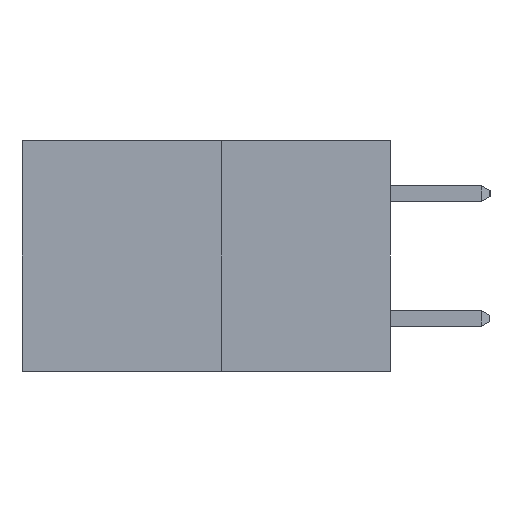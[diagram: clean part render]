
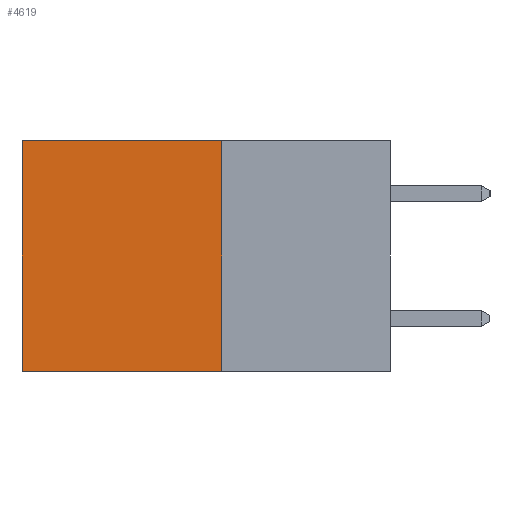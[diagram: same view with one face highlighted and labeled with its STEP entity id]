
A CAD part, left-side view. The second image highlights one B-rep face of the part: STEP entity #4619.
In plain terms, the highlighted planar face has unit normal (-1, 0, 0).
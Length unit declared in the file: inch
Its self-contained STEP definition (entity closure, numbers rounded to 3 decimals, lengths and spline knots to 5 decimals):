
#327 = VECTOR ( 'NONE', #441, 39.37008 ) ;
#441 = DIRECTION ( 'NONE',  ( 0., 1., 0. ) ) ;
#701 = LINE ( 'NONE', #1675, #327 ) ;
#801 = ORIENTED_EDGE ( 'NONE', *, *, #884, .F. ) ;
#884 = EDGE_CURVE ( 'NONE', #8512, #2035, #10439, .T. ) ;
#1038 = EDGE_LOOP ( 'NONE', ( #12881, #10739, #801, #2102 ) ) ;
#1125 = CARTESIAN_POINT ( 'NONE',  ( 0.277, 0.27, 0. ) ) ;
#1224 = VECTOR ( 'NONE', #7277, 39.37008 ) ;
#1296 = CARTESIAN_POINT ( 'NONE',  ( 0.277, 0.59, -0.37 ) ) ;
#1675 = CARTESIAN_POINT ( 'NONE',  ( 0.277, 0.27, 0. ) ) ;
#1721 = VECTOR ( 'NONE', #9524, 39.37008 ) ;
#2035 = VERTEX_POINT ( 'NONE', #10103 ) ;
#2102 = ORIENTED_EDGE ( 'NONE', *, *, #11076, .T. ) ;
#2171 = VERTEX_POINT ( 'NONE', #9339 ) ;
#2413 = LINE ( 'NONE', #1296, #1224 ) ;
#3769 = CARTESIAN_POINT ( 'NONE',  ( 0.277, 0.27, -0.37 ) ) ;
#4349 = VERTEX_POINT ( 'NONE', #4491 ) ;
#4491 = CARTESIAN_POINT ( 'NONE',  ( 0.277, 0.59, 0. ) ) ;
#4619 = ADVANCED_FACE ( 'NONE', ( #6007 ), #13595, .F. ) ;
#5011 = DIRECTION ( 'NONE',  ( 0., 1., 0. ) ) ;
#5530 = LINE ( 'NONE', #3769, #13808 ) ;
#6007 = FACE_OUTER_BOUND ( 'NONE', #1038, .T. ) ;
#7277 = DIRECTION ( 'NONE',  ( 0., 0., -1. ) ) ;
#8512 = VERTEX_POINT ( 'NONE', #1125 ) ;
#9339 = CARTESIAN_POINT ( 'NONE',  ( 0.277, 0.59, -0.37 ) ) ;
#9386 = EDGE_CURVE ( 'NONE', #2035, #2171, #5530, .T. ) ;
#9459 = CARTESIAN_POINT ( 'NONE',  ( 0.277, 0.27, -0.37 ) ) ;
#9524 = DIRECTION ( 'NONE',  ( 0., 0., -1. ) ) ;
#10103 = CARTESIAN_POINT ( 'NONE',  ( 0.277, 0.27, -0.37 ) ) ;
#10439 = LINE ( 'NONE', #9459, #1721 ) ;
#10739 = ORIENTED_EDGE ( 'NONE', *, *, #9386, .F. ) ;
#11076 = EDGE_CURVE ( 'NONE', #8512, #4349, #701, .T. ) ;
#12713 = AXIS2_PLACEMENT_3D ( 'NONE', #13234, #13189, #13008 ) ;
#12881 = ORIENTED_EDGE ( 'NONE', *, *, #13530, .T. ) ;
#13008 = DIRECTION ( 'NONE',  ( 0., 0., -1. ) ) ;
#13189 = DIRECTION ( 'NONE',  ( 1., 0., 0. ) ) ;
#13234 = CARTESIAN_POINT ( 'NONE',  ( 0.277, 0.27, -0.37 ) ) ;
#13530 = EDGE_CURVE ( 'NONE', #4349, #2171, #2413, .T. ) ;
#13595 = PLANE ( 'NONE',  #12713 ) ;
#13808 = VECTOR ( 'NONE', #5011, 39.37008 ) ;
